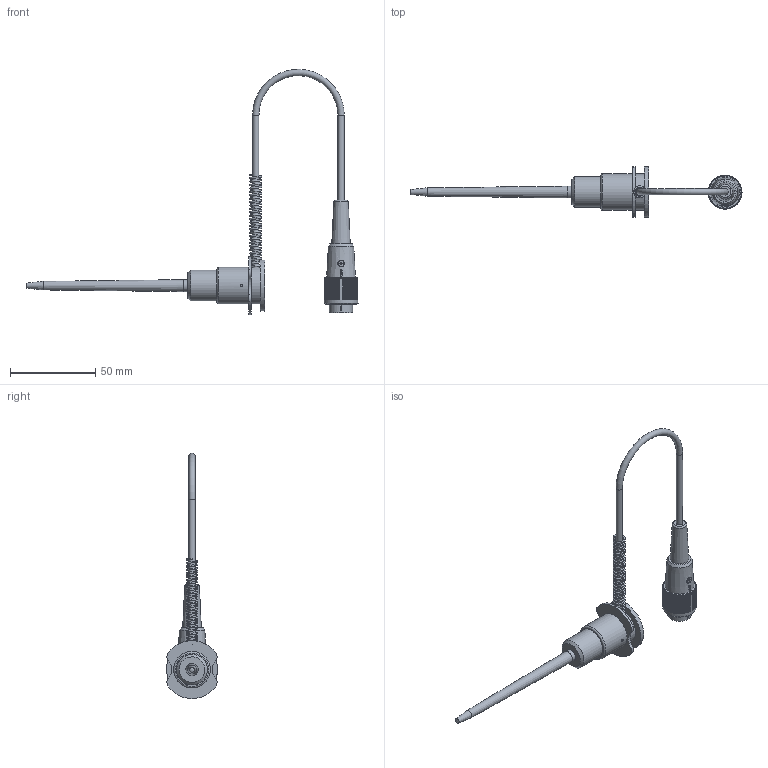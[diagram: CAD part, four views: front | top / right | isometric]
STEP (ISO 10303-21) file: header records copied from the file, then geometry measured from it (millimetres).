
FILE_DESCRIPTION(/* description */ (''),/* implementation_level */ '2;1');
FILE_NAME(/* name */ '1613 A095_XSBQ-95-140L13.stp',/* time_stamp */ '2024-10-18T19:36:55+02:00',/* author */ ('kuttig'),/* organization */ (''),/* preprocessor_version */ 'ST-DEVELOPER v16.13',/* originating_system */ 'Autodesk Inventor 2018',/* authorisation */ '');
FILE_SCHEMA (('AUTOMOTIVE_DESIGN { 1 0 10303 214 3 1 1 }'));
Length unit declared in the file: millimetre
Products named in the file (1): 1613 A095_XSBQ-95-140L13_Shrinkwrap_1
Bounding box: 194.69 x 29.98 x 143.83 mm (x, y, z)
Volume: 27558.2 mm3; surface area: 20322.7 mm2
Topology: 6 solids, 6 shells, 404 faces, 1111 edges, 727 vertices
Faces by surface type: plane 321, cylinder 46, cone 18, torus 7, bspline 7, sphere 5
Full cylindrical faces by diameter (mm): 1 x1, 1.49 x3, 1.5 x2, 2.459 x1, 3.7 x3, 7 x2, 7.2 x1, 8.917 x1, 10 x1, 10.2 x1, 13.6 x1, 13.9 x1, 17.1 x1, 18 x2, 19.9 x1, 21.5 x1, 30 x1
Entity records: 16553 total; most frequent: CARTESIAN_POINT 5906, DIRECTION 2178, ORIENTED_EDGE 2058, EDGE_CURVE 1029, AXIS2_PLACEMENT_3D 774, VERTEX_POINT 700, LINE 630, VECTOR 630
